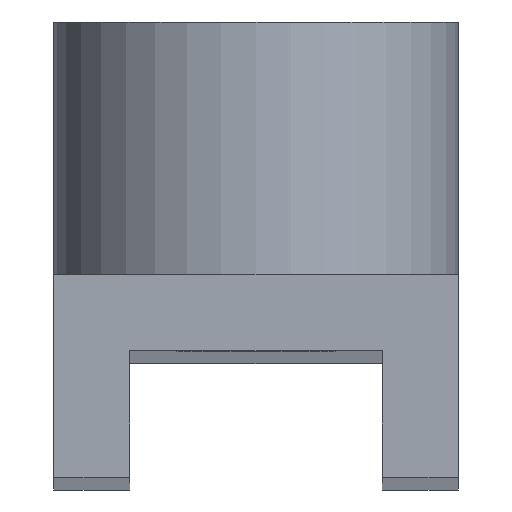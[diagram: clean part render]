
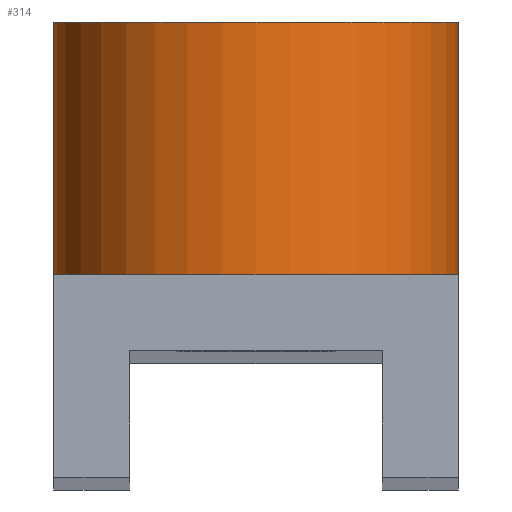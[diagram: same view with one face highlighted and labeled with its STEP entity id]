
A CAD part, top view. The second image highlights one B-rep face of the part: STEP entity #314.
In plain terms, the highlighted cylindrical face has radius 5.08 mm (diameter 10.16 mm), a full revolution.
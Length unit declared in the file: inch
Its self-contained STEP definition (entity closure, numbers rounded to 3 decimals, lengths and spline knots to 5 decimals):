
#19=CYLINDRICAL_SURFACE('',#360,0.2);
#32=CIRCLE('',#361,0.2);
#33=CIRCLE('',#362,0.2);
#34=CIRCLE('',#363,0.2);
#44=FACE_OUTER_BOUND('',#65,.T.);
#65=EDGE_LOOP('',(#247,#248,#249,#250,#251));
#99=LINE('',#527,#131);
#131=VECTOR('',#431,0.2);
#150=VERTEX_POINT('',#487);
#162=VERTEX_POINT('',#525);
#163=VERTEX_POINT('',#528);
#195=EDGE_CURVE('',#162,#162,#32,.T.);
#196=EDGE_CURVE('',#162,#150,#99,.T.);
#197=EDGE_CURVE('',#163,#150,#33,.T.);
#198=EDGE_CURVE('',#150,#163,#34,.T.);
#247=ORIENTED_EDGE('',*,*,#195,.F.);
#248=ORIENTED_EDGE('',*,*,#196,.T.);
#249=ORIENTED_EDGE('',*,*,#197,.F.);
#250=ORIENTED_EDGE('',*,*,#198,.F.);
#251=ORIENTED_EDGE('',*,*,#196,.F.);
#314=ADVANCED_FACE('',(#44),#19,.T.);
#360=AXIS2_PLACEMENT_3D('',#524,#427,#428);
#361=AXIS2_PLACEMENT_3D('',#526,#429,#430);
#362=AXIS2_PLACEMENT_3D('',#529,#432,#433);
#363=AXIS2_PLACEMENT_3D('',#530,#434,#435);
#427=DIRECTION('center_axis',(0.,1.,0.));
#428=DIRECTION('ref_axis',(1.,0.,0.));
#429=DIRECTION('center_axis',(0.,1.,0.));
#430=DIRECTION('ref_axis',(1.,0.,0.));
#431=DIRECTION('',(0.,-1.,0.));
#432=DIRECTION('center_axis',(0.,-1.,0.));
#433=DIRECTION('ref_axis',(1.,0.,0.));
#434=DIRECTION('center_axis',(0.,-1.,0.));
#435=DIRECTION('ref_axis',(1.,0.,0.));
#487=CARTESIAN_POINT('',(-0.2,0.2,14.25));
#524=CARTESIAN_POINT('Origin',(0.,0.2,14.25));
#525=CARTESIAN_POINT('',(-0.2,0.45,14.25));
#526=CARTESIAN_POINT('Origin',(0.,0.45,14.25));
#527=CARTESIAN_POINT('',(-0.2,0.2,14.25));
#528=CARTESIAN_POINT('',(0.2,0.2,14.25));
#529=CARTESIAN_POINT('Origin',(0.,0.2,14.25));
#530=CARTESIAN_POINT('Origin',(0.,0.2,14.25));
